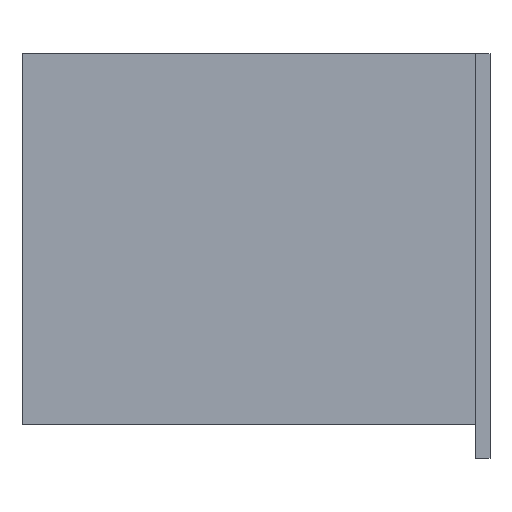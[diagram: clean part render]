
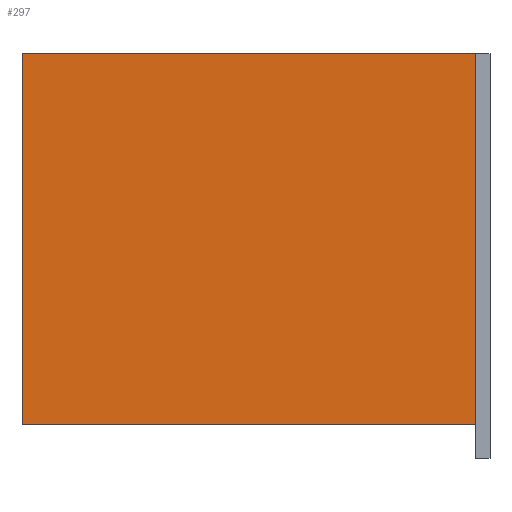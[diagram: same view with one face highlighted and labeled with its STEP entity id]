
A CAD part, left-side view. The second image highlights one B-rep face of the part: STEP entity #297.
In plain terms, the highlighted planar face has unit normal (-1, 0, 0).
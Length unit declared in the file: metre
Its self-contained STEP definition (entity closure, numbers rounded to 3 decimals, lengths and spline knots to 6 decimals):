
#22=ORIENTED_EDGE('',*,*,#102,.F.);
#23=ORIENTED_EDGE('',*,*,#103,.F.);
#24=ORIENTED_EDGE('',*,*,#104,.T.);
#25=ORIENTED_EDGE('',*,*,#105,.T.);
#102=EDGE_CURVE('',#142,#143,#170,.T.);
#103=EDGE_CURVE('',#144,#142,#171,.T.);
#104=EDGE_CURVE('',#144,#145,#172,.T.);
#105=EDGE_CURVE('',#145,#143,#173,.T.);
#142=VERTEX_POINT('',#435);
#143=VERTEX_POINT('',#436);
#144=VERTEX_POINT('',#438);
#145=VERTEX_POINT('',#440);
#170=LINE('',#434,#206);
#171=LINE('',#437,#207);
#172=LINE('',#439,#208);
#173=LINE('',#441,#209);
#206=VECTOR('',#355,1.);
#207=VECTOR('',#356,1.);
#208=VECTOR('',#357,1.);
#209=VECTOR('',#358,1.);
#239=EDGE_LOOP('',(#22,#23,#24,#25));
#261=FACE_BOUND('',#239,.T.);
#283=PLANE('',#326);
#297=ADVANCED_FACE('',(#261),#283,.F.);
#326=AXIS2_PLACEMENT_3D('',#433,#353,#354);
#353=DIRECTION('',(1.,0.,0.));
#354=DIRECTION('',(0.,1.,0.));
#355=DIRECTION('',(0.,0.,-1.));
#356=DIRECTION('',(0.,-1.,0.));
#357=DIRECTION('',(0.,0.,-1.));
#358=DIRECTION('',(0.,-1.,0.));
#433=CARTESIAN_POINT('',(-0.099,0.,0.222));
#434=CARTESIAN_POINT('',(-0.099,-0.1316,0.222));
#435=CARTESIAN_POINT('',(-0.099,-0.1316,0.222));
#436=CARTESIAN_POINT('',(-0.099,-0.1316,0.));
#437=CARTESIAN_POINT('',(-0.099,0.,0.222));
#438=CARTESIAN_POINT('',(-0.099,0.14,0.222));
#439=CARTESIAN_POINT('',(-0.099,0.14,0.222));
#440=CARTESIAN_POINT('',(-0.099,0.14,0.));
#441=CARTESIAN_POINT('',(-0.099,0.,0.));
